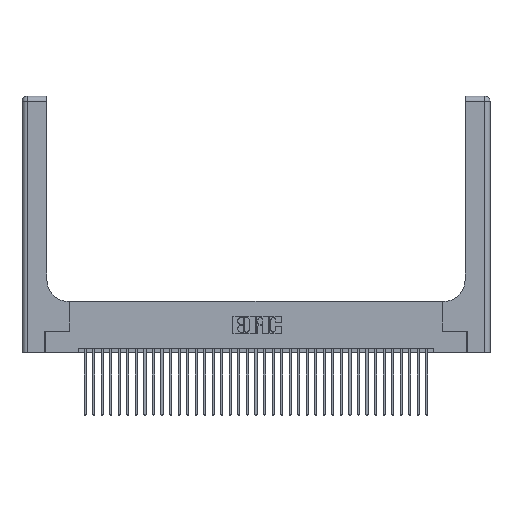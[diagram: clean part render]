
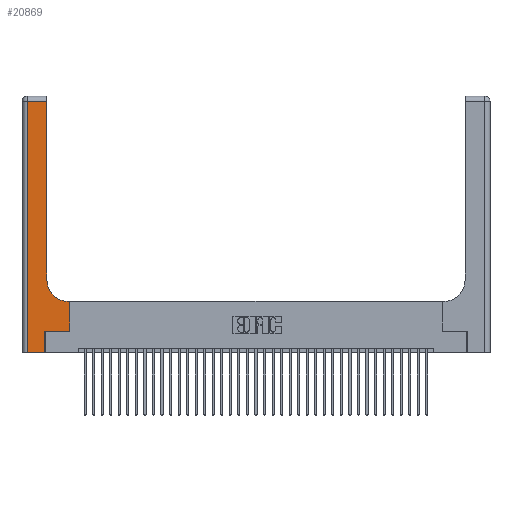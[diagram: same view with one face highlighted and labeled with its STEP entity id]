
A CAD part, top view. The second image highlights one B-rep face of the part: STEP entity #20869.
In plain terms, the highlighted planar face has unit normal (0, 0, 1).
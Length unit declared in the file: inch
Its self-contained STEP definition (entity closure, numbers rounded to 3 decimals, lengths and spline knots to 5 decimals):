
#373 = DIRECTION ( 'NONE',  ( 0., 1., 0. ) ) ;
#653 = VERTEX_POINT ( 'NONE', #19004 ) ;
#685 = EDGE_CURVE ( 'NONE', #5447, #653, #8117, .T. ) ;
#1107 = ORIENTED_EDGE ( 'NONE', *, *, #2253, .T. ) ;
#1152 = ORIENTED_EDGE ( 'NONE', *, *, #14792, .T. ) ;
#2253 = EDGE_CURVE ( 'NONE', #10570, #5447, #5499, .T. ) ;
#2463 = CARTESIAN_POINT ( 'NONE',  ( 0.269, 0.25, 0.37 ) ) ;
#2542 = VECTOR ( 'NONE', #24082, 39.37008 ) ;
#3529 = VECTOR ( 'NONE', #17351, 39.37008 ) ;
#5115 = VERTEX_POINT ( 'NONE', #19417 ) ;
#5447 = VERTEX_POINT ( 'NONE', #11906 ) ;
#5499 = LINE ( 'NONE', #14332, #25421 ) ;
#5629 = DIRECTION ( 'NONE',  ( 0., 0., -1. ) ) ;
#6362 = CARTESIAN_POINT ( 'NONE',  ( 0.2915, 2.94, 0.37 ) ) ;
#7075 = EDGE_CURVE ( 'NONE', #20786, #27218, #17846, .T. ) ;
#7391 = CARTESIAN_POINT ( 'NONE',  ( 0., 3., 0.37 ) ) ;
#7899 = VECTOR ( 'NONE', #22521, 39.37008 ) ;
#8117 = LINE ( 'NONE', #24706, #20329 ) ;
#8522 = CARTESIAN_POINT ( 'NONE',  ( 0.5415, 0.85, 0.37 ) ) ;
#9684 = PLANE ( 'NONE',  #23225 ) ;
#10095 = ORIENTED_EDGE ( 'NONE', *, *, #25468, .T. ) ;
#10316 = DIRECTION ( 'NONE',  ( 0., -1., 0. ) ) ;
#10570 = VERTEX_POINT ( 'NONE', #6362 ) ;
#11140 = EDGE_CURVE ( 'NONE', #653, #20786, #16126, .T. ) ;
#11231 = CARTESIAN_POINT ( 'NONE',  ( 0.269, 0., 0.37 ) ) ;
#11545 = DIRECTION ( 'NONE',  ( -1., 0., 0. ) ) ;
#11906 = CARTESIAN_POINT ( 'NONE',  ( 0.06, 2.94, 0.37 ) ) ;
#12143 = LINE ( 'NONE', #23038, #3529 ) ;
#12459 = AXIS2_PLACEMENT_3D ( 'NONE', #8522, #5629, #14475 ) ;
#12464 = EDGE_CURVE ( 'NONE', #5115, #19536, #26479, .T. ) ;
#12477 = CARTESIAN_POINT ( 'NONE',  ( 0., 0., 0.37 ) ) ;
#13438 = CARTESIAN_POINT ( 'NONE',  ( 0.269, 0., 0.37 ) ) ;
#14332 = CARTESIAN_POINT ( 'NONE',  ( 0., 2.94, 0.37 ) ) ;
#14475 = DIRECTION ( 'NONE',  ( 1., 0., 0. ) ) ;
#14520 = VECTOR ( 'NONE', #373, 39.37008 ) ;
#14792 = EDGE_CURVE ( 'NONE', #23803, #10570, #12143, .T. ) ;
#15211 = LINE ( 'NONE', #35466, #22855 ) ;
#16126 = LINE ( 'NONE', #12477, #2542 ) ;
#16989 = ORIENTED_EDGE ( 'NONE', *, *, #11140, .T. ) ;
#17351 = DIRECTION ( 'NONE',  ( 0., 1., 0. ) ) ;
#17846 = LINE ( 'NONE', #11231, #21887 ) ;
#18074 = DIRECTION ( 'NONE',  ( 1., 0., 0. ) ) ;
#19004 = CARTESIAN_POINT ( 'NONE',  ( 0.06, 0., 0.37 ) ) ;
#19417 = CARTESIAN_POINT ( 'NONE',  ( 0.5585, 0.6, 0.37 ) ) ;
#19536 = VERTEX_POINT ( 'NONE', #21883 ) ;
#20010 = EDGE_CURVE ( 'NONE', #33064, #5115, #20810, .T. ) ;
#20329 = VECTOR ( 'NONE', #10316, 39.37008 ) ;
#20786 = VERTEX_POINT ( 'NONE', #13438 ) ;
#20810 = LINE ( 'NONE', #29129, #14520 ) ;
#20869 = ADVANCED_FACE ( 'NONE', ( #21693 ), #9684, .F. ) ;
#21445 = ORIENTED_EDGE ( 'NONE', *, *, #685, .T. ) ;
#21693 = FACE_OUTER_BOUND ( 'NONE', #24861, .T. ) ;
#21883 = CARTESIAN_POINT ( 'NONE',  ( 0.5415, 0.6, 0.37 ) ) ;
#21887 = VECTOR ( 'NONE', #37052, 39.37008 ) ;
#22521 = DIRECTION ( 'NONE',  ( -1., 0., 0. ) ) ;
#22855 = VECTOR ( 'NONE', #18074, 39.37008 ) ;
#23038 = CARTESIAN_POINT ( 'NONE',  ( 0.2915, 3., 0.37 ) ) ;
#23107 = CARTESIAN_POINT ( 'NONE',  ( 0.2915, 0.85, 0.37 ) ) ;
#23225 = AXIS2_PLACEMENT_3D ( 'NONE', #7391, #26145, #11545 ) ;
#23803 = VERTEX_POINT ( 'NONE', #23107 ) ;
#24082 = DIRECTION ( 'NONE',  ( 1., 0., 0. ) ) ;
#24706 = CARTESIAN_POINT ( 'NONE',  ( 0.06, 3., 0.37 ) ) ;
#24733 = CARTESIAN_POINT ( 'NONE',  ( 0.5585, 0.25, 0.37 ) ) ;
#24861 = EDGE_LOOP ( 'NONE', ( #1152, #1107, #21445, #16989, #28784, #10095, #32860, #32875, #27338 ) ) ;
#25421 = VECTOR ( 'NONE', #28387, 39.37008 ) ;
#25468 = EDGE_CURVE ( 'NONE', #27218, #33064, #15211, .T. ) ;
#26145 = DIRECTION ( 'NONE',  ( 0., 0., -1. ) ) ;
#26479 = LINE ( 'NONE', #37019, #7899 ) ;
#27218 = VERTEX_POINT ( 'NONE', #2463 ) ;
#27338 = ORIENTED_EDGE ( 'NONE', *, *, #37315, .T. ) ;
#28387 = DIRECTION ( 'NONE',  ( -1., 0., 0. ) ) ;
#28784 = ORIENTED_EDGE ( 'NONE', *, *, #7075, .T. ) ;
#29129 = CARTESIAN_POINT ( 'NONE',  ( 0.5585, 0.25, 0.37 ) ) ;
#32860 = ORIENTED_EDGE ( 'NONE', *, *, #20010, .T. ) ;
#32875 = ORIENTED_EDGE ( 'NONE', *, *, #12464, .T. ) ;
#33064 = VERTEX_POINT ( 'NONE', #24733 ) ;
#35466 = CARTESIAN_POINT ( 'NONE',  ( 0.269, 0.25, 0.37 ) ) ;
#36772 = CIRCLE ( 'NONE', #12459, 0.25 ) ;
#37019 = CARTESIAN_POINT ( 'NONE',  ( 0.2915, 0.6, 0.37 ) ) ;
#37052 = DIRECTION ( 'NONE',  ( 0., 1., 0. ) ) ;
#37315 = EDGE_CURVE ( 'NONE', #19536, #23803, #36772, .T. ) ;
